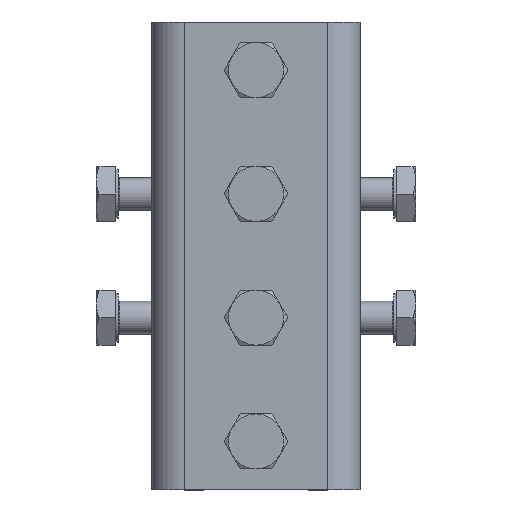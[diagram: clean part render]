
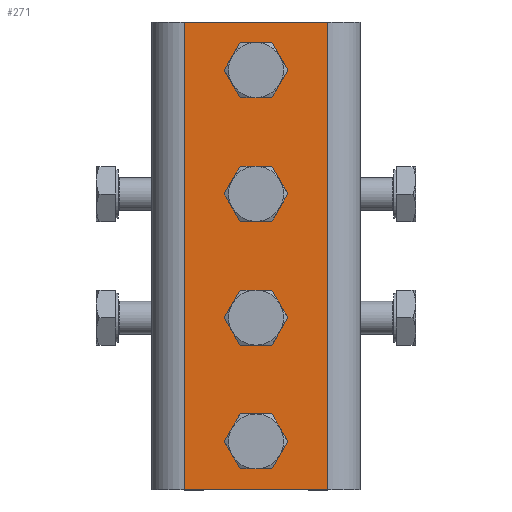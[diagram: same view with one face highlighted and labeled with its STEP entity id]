
A CAD part, top view. The second image highlights one B-rep face of the part: STEP entity #271.
In plain terms, the highlighted face is planar.
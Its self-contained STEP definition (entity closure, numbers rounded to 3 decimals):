
#271=ADVANCED_FACE('',(#501,#502,#503,#504,#505),#506,.F.);
#501=FACE_OUTER_BOUND('',#713,.T.);
#502=FACE_BOUND('',#714,.T.);
#503=FACE_BOUND('',#715,.T.);
#504=FACE_BOUND('',#716,.T.);
#505=FACE_BOUND('',#717,.T.);
#506=PLANE('',#718);
#713=EDGE_LOOP('',(#1124,#1125,#1126,#1127));
#714=EDGE_LOOP('',(#1128));
#715=EDGE_LOOP('',(#1129));
#716=EDGE_LOOP('',(#1130));
#717=EDGE_LOOP('',(#1131));
#718=AXIS2_PLACEMENT_3D('',#1132,#1133,#1134);
#1124=ORIENTED_EDGE('',*,*,#1325,.T.);
#1125=ORIENTED_EDGE('',*,*,#1417,.F.);
#1126=ORIENTED_EDGE('',*,*,#1344,.F.);
#1127=ORIENTED_EDGE('',*,*,#1401,.T.);
#1128=ORIENTED_EDGE('',*,*,#1395,.F.);
#1129=ORIENTED_EDGE('',*,*,#1374,.F.);
#1130=ORIENTED_EDGE('',*,*,#1421,.F.);
#1131=ORIENTED_EDGE('',*,*,#1285,.F.);
#1132=CARTESIAN_POINT('',(-13.,36.,42.5));
#1133=DIRECTION('',(0.,-1.,0.));
#1134=DIRECTION('',(0.,0.,-1.));
#1285=EDGE_CURVE('',#1489,#1489,#1490,.T.);
#1325=EDGE_CURVE('',#1562,#1560,#1563,.T.);
#1344=EDGE_CURVE('',#1590,#1592,#1593,.T.);
#1374=EDGE_CURVE('',#1639,#1639,#1640,.T.);
#1395=EDGE_CURVE('',#1666,#1666,#1667,.T.);
#1401=EDGE_CURVE('',#1590,#1562,#1674,.T.);
#1417=EDGE_CURVE('',#1592,#1560,#1692,.T.);
#1421=EDGE_CURVE('',#1696,#1696,#1697,.T.);
#1489=VERTEX_POINT('',#1782);
#1490=CIRCLE('',#1783,2.55);
#1560=VERTEX_POINT('',#1883);
#1562=VERTEX_POINT('',#1885);
#1563=LINE('',#1886,#1887);
#1590=VERTEX_POINT('',#1934);
#1592=VERTEX_POINT('',#1936);
#1593=LINE('',#1937,#1938);
#1639=VERTEX_POINT('',#2008);
#1640=CIRCLE('',#2009,2.55);
#1666=VERTEX_POINT('',#2053);
#1667=CIRCLE('',#2054,2.55);
#1674=LINE('',#2061,#2062);
#1692=LINE('',#2097,#2098);
#1696=VERTEX_POINT('',#2107);
#1697=CIRCLE('',#2108,2.55);
#1782=CARTESIAN_POINT('',(0.,36.,-8.7));
#1783=AXIS2_PLACEMENT_3D('',#2171,#2172,#2173);
#1883=CARTESIAN_POINT('',(-13.,36.,-42.5));
#1885=CARTESIAN_POINT('',(13.,36.,-42.5));
#1886=CARTESIAN_POINT('',(-13.,36.,-42.5));
#1887=VECTOR('',#2234,1.);
#1934=CARTESIAN_POINT('',(13.,36.,42.5));
#1936=CARTESIAN_POINT('',(-13.,36.,42.5));
#1937=CARTESIAN_POINT('',(-13.,36.,42.5));
#1938=VECTOR('',#2258,1.);
#2008=CARTESIAN_POINT('',(0.,36.,13.8));
#2009=AXIS2_PLACEMENT_3D('',#2301,#2302,#2303);
#2053=CARTESIAN_POINT('',(0.,36.,36.3));
#2054=AXIS2_PLACEMENT_3D('',#2322,#2323,#2324);
#2061=CARTESIAN_POINT('',(13.,36.,42.5));
#2062=VECTOR('',#2331,1.);
#2097=CARTESIAN_POINT('',(-13.,36.,42.5));
#2098=VECTOR('',#2341,1.);
#2107=CARTESIAN_POINT('',(0.,36.,-31.2));
#2108=AXIS2_PLACEMENT_3D('',#2342,#2343,#2344);
#2171=CARTESIAN_POINT('',(0.,36.,-11.25));
#2172=DIRECTION('',(0.,1.,0.));
#2173=DIRECTION('',(0.,0.,1.));
#2234=DIRECTION('',(-1.,0.,0.));
#2258=DIRECTION('',(-1.,0.,0.));
#2301=CARTESIAN_POINT('',(0.,36.,11.25));
#2302=DIRECTION('',(0.,1.,0.));
#2303=DIRECTION('',(0.,0.,1.));
#2322=CARTESIAN_POINT('',(0.,36.,33.75));
#2323=DIRECTION('',(0.,1.,0.));
#2324=DIRECTION('',(0.,0.,1.));
#2331=DIRECTION('',(0.,0.,-1.));
#2341=DIRECTION('',(0.,0.,-1.));
#2342=CARTESIAN_POINT('',(0.,36.,-33.75));
#2343=DIRECTION('',(0.,1.,0.));
#2344=DIRECTION('',(0.,0.,1.));
